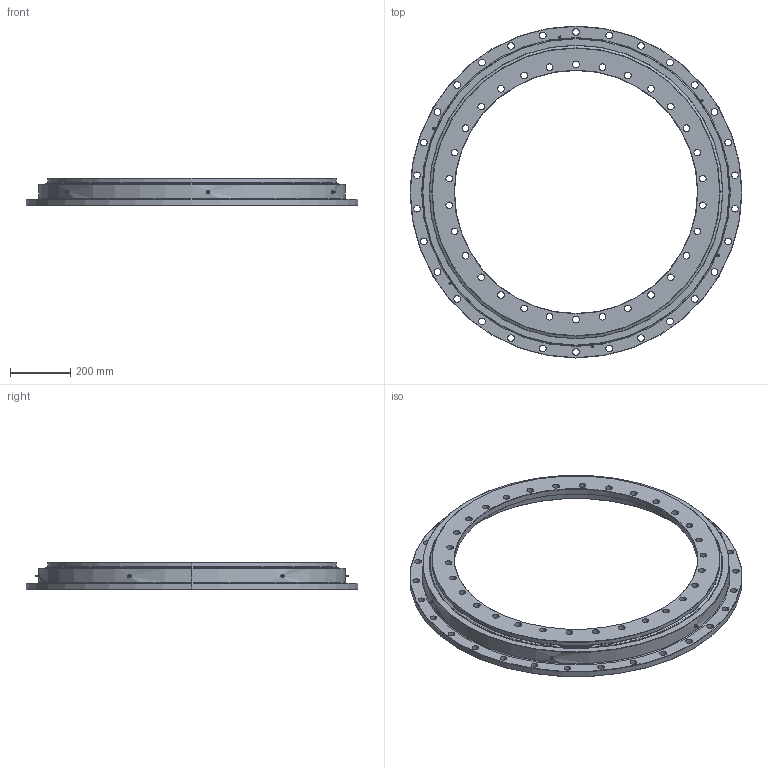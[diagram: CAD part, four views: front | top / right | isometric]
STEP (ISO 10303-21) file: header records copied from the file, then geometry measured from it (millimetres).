
FILE_DESCRIPTION (( 'STEP AP214' ), '1' );
FILE_NAME ('SD.1100.32.00.C.STEP', '2017-05-17T06:52:42', ( '' ), ( '' ), 'SwSTEP 2.0', 'SolidWorks 2015', '' );
FILE_SCHEMA (( 'AUTOMOTIVE_DESIGN' ));
Length unit declared in the file: millimetre
Products named in the file (7): Ball D32; A.1100.B32C.A1N.0 - OR; A.1100.B32C.A1N.0 - IR; SD.1100.32.00.C; Grease nipple M10x1mm; A.1100.B32C.A1N.0 - OR Seal; A.1100.B32C.A1N.0 - IR Seal
Assembly tree (90 placements, depth 2):
  SD.1100.32.00.C
    A.1100.B32C.A1N.0 - IR
    A.1100.B32C.A1N.0 - OR
    Ball D32  x80
    A.1100.B32C.A1N.0 - IR Seal
    A.1100.B32C.A1N.0 - OR Seal
    Grease nipple M10x1mm  x6
Bounding box: 1100 x 1100 x 90 mm (x, y, z)
Volume: 16897319.3 mm3; surface area: 2417171.1 mm2
Topology: 90 solids, 90 shells, 627 faces, 1675 edges, 1082 vertices
Faces by surface type: cylinder 196, sphere 160, cone 132, plane 76, torus 63
Entity records: 11196 total; most frequent: CARTESIAN_POINT 2461, DIRECTION 1922, ORIENTED_EDGE 1514, AXIS2_PLACEMENT_3D 845, EDGE_CURVE 757, VERTEX_POINT 474, CIRCLE 453, EDGE_LOOP 445
